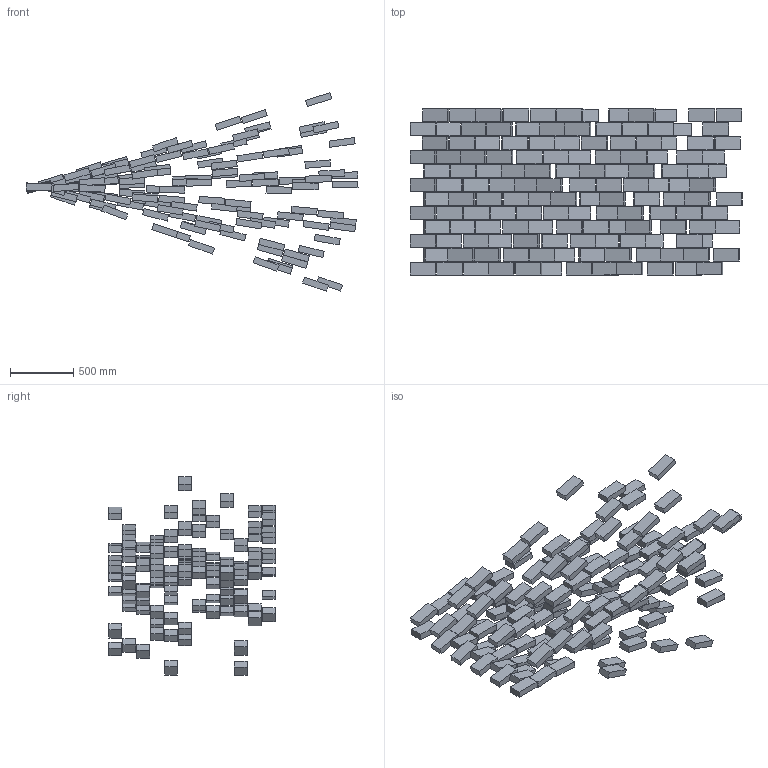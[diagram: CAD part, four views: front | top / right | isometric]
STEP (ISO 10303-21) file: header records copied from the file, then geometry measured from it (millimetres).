
FILE_DESCRIPTION(('Open CASCADE Model'),'2;1');
FILE_NAME('Open CASCADE Shape Model','2024-05-26T12:12:10',('Author'),( 'Open CASCADE'),'Open CASCADE STEP processor 7.7','Open CASCADE 7.7' ,'Unknown');
FILE_SCHEMA(('AUTOMOTIVE_DESIGN { 1 0 10303 214 1 1 1 1 }'));
Length unit declared in the file: millimetre
Products named in the file (145): Open CASCADE STEP translator 7.7 131; Open CASCADE STEP translator 7.7 131.1; Open CASCADE STEP translator 7.7 131.2; Open CASCADE STEP translator 7.7 131.3; Open CASCADE STEP translator 7.7 131.4; Open CASCADE STEP translator 7.7 131.5; Open CASCADE STEP translator 7.7 131.6; Open CASCADE STEP translator 7.7 131.7; Open CASCADE STEP translator 7.7 131.8; Open CASCADE STEP translator 7.7 131.9; Open CASCADE STEP translator 7.7 131.10; Open CASCADE STEP translator 7.7 131.11; Open CASCADE STEP translator 7.7 131.12; Open CASCADE STEP translator 7.7 131.13; Open CASCADE STEP translator 7.7 131.14; Open CASCADE STEP translator 7.7 131.15; Open CASCADE STEP translator 7.7 131.16; Open CASCADE STEP translator 7.7 131.17; Open CASCADE STEP translator 7.7 131.18; Open CASCADE STEP translator 7.7 131.19; Open CASCADE STEP translator 7.7 131.20; Open CASCADE STEP translator 7.7 131.21; Open CASCADE STEP translator 7.7 131.22; Open CASCADE STEP translator 7.7 131.23; Open CASCADE STEP translator 7.7 131.24; Open CASCADE STEP translator 7.7 131.25; Open CASCADE STEP translator 7.7 131.26; Open CASCADE STEP translator 7.7 131.27; Open CASCADE STEP translator 7.7 131.28; Open CASCADE STEP translator 7.7 131.29; Open CASCADE STEP translator 7.7 131.30; Open CASCADE STEP translator 7.7 131.31; Open CASCADE STEP translator 7.7 131.32; Open CASCADE STEP translator 7.7 131.33; Open CASCADE STEP translator 7.7 131.34; Open CASCADE STEP translator 7.7 131.35; Open CASCADE STEP translator 7.7 131.36; Open CASCADE STEP translator 7.7 131.37; Open CASCADE STEP translator 7.7 131.38; Open CASCADE STEP translator 7.7 131.39 ...
Assembly tree (144 placements, depth 2):
  Open CASCADE STEP translator 7.7 131
    Open CASCADE STEP translator 7.7 131.1
    Open CASCADE STEP translator 7.7 131.2
    Open CASCADE STEP translator 7.7 131.3
    Open CASCADE STEP translator 7.7 131.4
    Open CASCADE STEP translator 7.7 131.5
    Open CASCADE STEP translator 7.7 131.6
    Open CASCADE STEP translator 7.7 131.7
    Open CASCADE STEP translator 7.7 131.8
    Open CASCADE STEP translator 7.7 131.9
    Open CASCADE STEP translator 7.7 131.10
    Open CASCADE STEP translator 7.7 131.11
    Open CASCADE STEP translator 7.7 131.12
    Open CASCADE STEP translator 7.7 131.13
    Open CASCADE STEP translator 7.7 131.14
    Open CASCADE STEP translator 7.7 131.15
    Open CASCADE STEP translator 7.7 131.16
    Open CASCADE STEP translator 7.7 131.17
    Open CASCADE STEP translator 7.7 131.18
    Open CASCADE STEP translator 7.7 131.19
    Open CASCADE STEP translator 7.7 131.20
    Open CASCADE STEP translator 7.7 131.21
    Open CASCADE STEP translator 7.7 131.22
    Open CASCADE STEP translator 7.7 131.23
    Open CASCADE STEP translator 7.7 131.24
    Open CASCADE STEP translator 7.7 131.25
    Open CASCADE STEP translator 7.7 131.26
    Open CASCADE STEP translator 7.7 131.27
    Open CASCADE STEP translator 7.7 131.28
    Open CASCADE STEP translator 7.7 131.29
    Open CASCADE STEP translator 7.7 131.30
    Open CASCADE STEP translator 7.7 131.31
    Open CASCADE STEP translator 7.7 131.32
    Open CASCADE STEP translator 7.7 131.33
    Open CASCADE STEP translator 7.7 131.34
    Open CASCADE STEP translator 7.7 131.35
    Open CASCADE STEP translator 7.7 131.36
    Open CASCADE STEP translator 7.7 131.37
    Open CASCADE STEP translator 7.7 131.38
    Open CASCADE STEP translator 7.7 131.39
    Open CASCADE STEP translator 7.7 131.40
    Open CASCADE STEP translator 7.7 131.41
    Open CASCADE STEP translator 7.7 131.42
    Open CASCADE STEP translator 7.7 131.43
    Open CASCADE STEP translator 7.7 131.44
    Open CASCADE STEP translator 7.7 131.45
    Open CASCADE STEP translator 7.7 131.46
    Open CASCADE STEP translator 7.7 131.47
    Open CASCADE STEP translator 7.7 131.48
    Open CASCADE STEP translator 7.7 131.49
    Open CASCADE STEP translator 7.7 131.50
    Open CASCADE STEP translator 7.7 131.51
    Open CASCADE STEP translator 7.7 131.52
    Open CASCADE STEP translator 7.7 131.53
    Open CASCADE STEP translator 7.7 131.54
    Open CASCADE STEP translator 7.7 131.55
    Open CASCADE STEP translator 7.7 131.56
    Open CASCADE STEP translator 7.7 131.57
    Open CASCADE STEP translator 7.7 131.58
    Open CASCADE STEP translator 7.7 131.59
Bounding box: 2618.08 x 1310 x 1565.34 mm (x, y, z)
Volume: 144000000 mm3; surface area: 10080000 mm2
Topology: 144 solids, 144 shells, 864 faces, 1728 edges, 1152 vertices
Faces by surface type: plane 864
Entity records: 46672 total; most frequent: CARTESIAN_POINT 7345, DIRECTION 7202, LINE 5184, VECTOR 5184, ORIENTED_EDGE 3456, PCURVE 3456, DEFINITIONAL_REPRESENTATION 3456, EDGE_CURVE 1728
